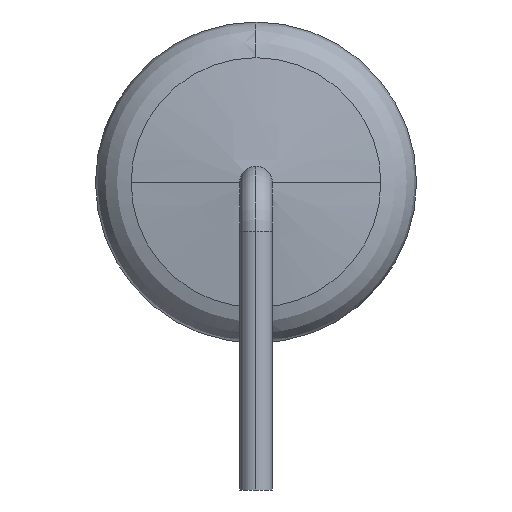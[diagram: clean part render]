
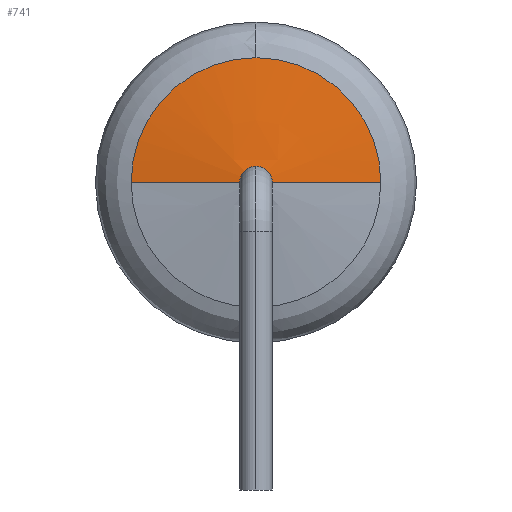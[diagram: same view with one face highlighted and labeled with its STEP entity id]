
A CAD part, left-side view. The second image highlights one B-rep face of the part: STEP entity #741.
In plain terms, the highlighted free-form (B-spline) face has degree [1, 2] with [2, 9] control points.
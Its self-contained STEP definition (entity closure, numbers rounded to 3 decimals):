
#679=CARTESIAN_POINT('',(-51.936,-3.061,3.935));
#680=CARTESIAN_POINT('',(-52.325,0.,3.935));
#681=CARTESIAN_POINT('',(-51.936,-3.061,0.874));
#682=CARTESIAN_POINT('',(-52.325,0.,3.935));
#683=CARTESIAN_POINT('',(-51.936,0.,0.874));
#684=CARTESIAN_POINT('',(-52.325,0.,3.935));
#685=CARTESIAN_POINT('',(-51.936,3.061,0.874));
#686=CARTESIAN_POINT('',(-52.325,0.,3.935));
#687=CARTESIAN_POINT('',(-51.936,3.061,3.935));
#688=CARTESIAN_POINT('',(-52.325,0.,3.935));
#689=CARTESIAN_POINT('',(-51.936,3.061,6.996));
#690=CARTESIAN_POINT('',(-52.325,0.,3.935));
#691=CARTESIAN_POINT('',(-51.936,0.,6.996));
#692=CARTESIAN_POINT('',(-52.325,0.,3.935));
#693=CARTESIAN_POINT('',(-51.936,-3.061,6.996));
#694=CARTESIAN_POINT('',(-52.325,0.,3.935));
#695=CARTESIAN_POINT('',(-51.936,-3.061,3.935));
#696=CARTESIAN_POINT('',(-52.325,0.,3.935));
#704=(BOUNDED_SURFACE()B_SPLINE_SURFACE(1,2,((#679,#681,#683,#685,#687,#689,#691,#693,#695),(#680,#682,#684,#686,#688,#690,#692,#694,#696)),.UNSPECIFIED.,.F.,.T.,.U.)B_SPLINE_SURFACE_WITH_KNOTS((2,2),(3,2,2,2,3),(-0.56,1.008),(0.0,3.091,6.181,9.272,12.362),.UNSPECIFIED.)GEOMETRIC_REPRESENTATION_ITEM()RATIONAL_B_SPLINE_SURFACE(((1.0,0.707,1.0,0.707,1.0,0.707,1.0,0.707,1.0),(1.0,0.707,1.0,0.707,1.0,0.707,1.0,0.707,1.0)))REPRESENTATION_ITEM('')SURFACE());
#705=CARTESIAN_POINT('',(-52.325,0.,3.935));
#706=VERTEX_POINT('',#705);
#707=CARTESIAN_POINT('',(-51.936,3.061,3.935));
#708=VERTEX_POINT('',#707);
#709=CARTESIAN_POINT('',(-52.325,0.,3.935));
#710=DIRECTION('',(0.126,0.992,0.0));
#711=VECTOR('',#710,3.086);
#712=LINE('',#709,#711);
#713=EDGE_CURVE('',#706,#708,#712,.T.);
#714=ORIENTED_EDGE('',*,*,#713,.F.);
#715=CARTESIAN_POINT('',(-51.936,-3.061,3.935));
#716=VERTEX_POINT('',#715);
#717=CARTESIAN_POINT('',(-52.325,0.,3.935));
#718=DIRECTION('',(0.126,-0.992,0.));
#719=VECTOR('',#718,3.086);
#720=LINE('',#717,#719);
#721=EDGE_CURVE('',#706,#716,#720,.T.);
#722=ORIENTED_EDGE('',*,*,#721,.T.);
#723=CARTESIAN_POINT('',(-51.936,0.0,6.996));
#724=VERTEX_POINT('',#723);
#725=CARTESIAN_POINT('',(-51.936,0.0,3.935));
#726=DIRECTION('',(-1.0,0.0,0.0));
#727=DIRECTION('',(0.0,-1.0,0.0));
#728=AXIS2_PLACEMENT_3D('',#725,#726,#727);
#729=CIRCLE('',#728,3.061);
#730=EDGE_CURVE('',#716,#724,#729,.T.);
#731=ORIENTED_EDGE('',*,*,#730,.T.);
#732=CARTESIAN_POINT('',(-51.936,0.0,3.935));
#733=DIRECTION('',(-1.0,0.0,0.0));
#734=DIRECTION('',(0.0,-1.0,0.0));
#735=AXIS2_PLACEMENT_3D('',#732,#733,#734);
#736=CIRCLE('',#735,3.061);
#737=EDGE_CURVE('',#724,#708,#736,.T.);
#738=ORIENTED_EDGE('',*,*,#737,.T.);
#739=EDGE_LOOP('',(#714,#722,#731,#738));
#740=FACE_OUTER_BOUND('',#739,.T.);
#741=ADVANCED_FACE('',(#740),#704,.T.);
